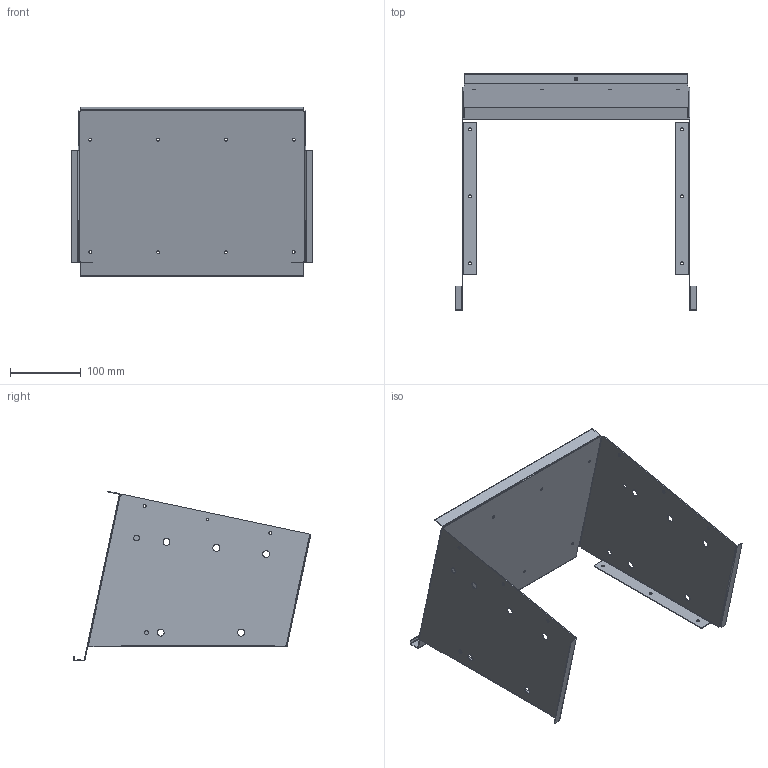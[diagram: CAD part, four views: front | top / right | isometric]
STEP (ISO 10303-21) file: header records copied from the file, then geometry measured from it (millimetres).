
FILE_DESCRIPTION(/* description */ (''),/* implementation_level */ '2;1');
FILE_NAME(/* name */ 'Oven-main',/* time_stamp */ '2024-09-03T09:54:46+09:00',/* author */ (''),/* organization */ (''),/* preprocessor_version */ 'ST-DEVELOPER v19.2',/* originating_system */ 'Rhino 8.10',/* authorisation */ '');
FILE_SCHEMA (('AUTOMOTIVE_DESIGN_CC2'));
Length unit declared in the file: millimetre
Products named in the file (1): Document
Bounding box: 342 x 336.08 x 240.35 mm (x, y, z)
Volume: 204876.6 mm3; surface area: 412753.7 mm2
Topology: 1 solids, 1 shells, 179 faces, 524 edges, 348 vertices
Faces by surface type: cylinder 112, plane 67
Entity records: 6317 total; most frequent: CARTESIAN_POINT 1801, ORIENTED_EDGE 1048, DIRECTION 631, EDGE_CURVE 524, AXIS2_PLACEMENT_3D 405, VERTEX_POINT 348, EDGE_LOOP 250, B_SPLINE_CURVE_WITH_KNOTS 226
